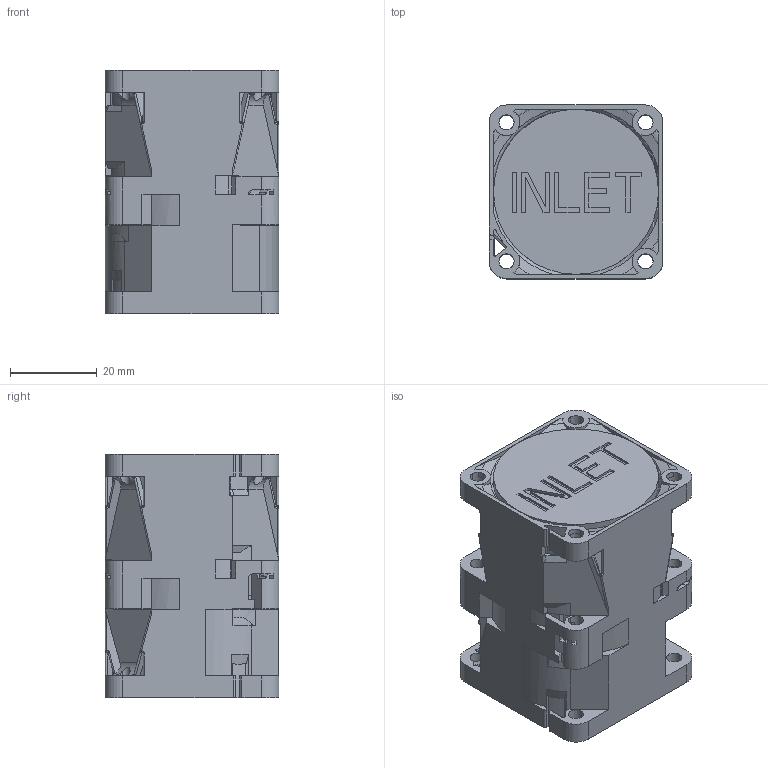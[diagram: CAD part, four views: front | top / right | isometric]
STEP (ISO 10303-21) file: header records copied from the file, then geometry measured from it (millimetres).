
FILE_DESCRIPTION((''),'2;1');
FILE_NAME('4102090400_0526','2015-04-21T',('CHARLES.H.LIN'),(''),'PRO/ENGINEER BY PARAMETRIC TECHNOLOGY CORPORATION, 2008150','PRO/ENGINEER BY PARAMETRIC TECHNOLOGY CORPORATION, 2008150','');
FILE_SCHEMA(('CONFIG_CONTROL_DESIGN'));
Length unit declared in the file: millimetre
Products named in the file (1): 4102090400_0526
Bounding box: 40 x 40 x 56 mm (x, y, z)
Volume: 79193.2 mm3; surface area: 14330.9 mm2
Topology: 1 solids, 1 shells, 591 faces, 1735 edges, 1138 vertices
Faces by surface type: plane 351, cylinder 164, bspline 44, torus 12, sphere 11, cone 9
Entity records: 22852 total; most frequent: CARTESIAN_POINT 7645, ORIENTED_EDGE 3448, DIRECTION 2797, EDGE_CURVE 1724, VERTEX_POINT 1138, VECTOR 1075, LINE 1075, AXIS2_PLACEMENT_3D 861
